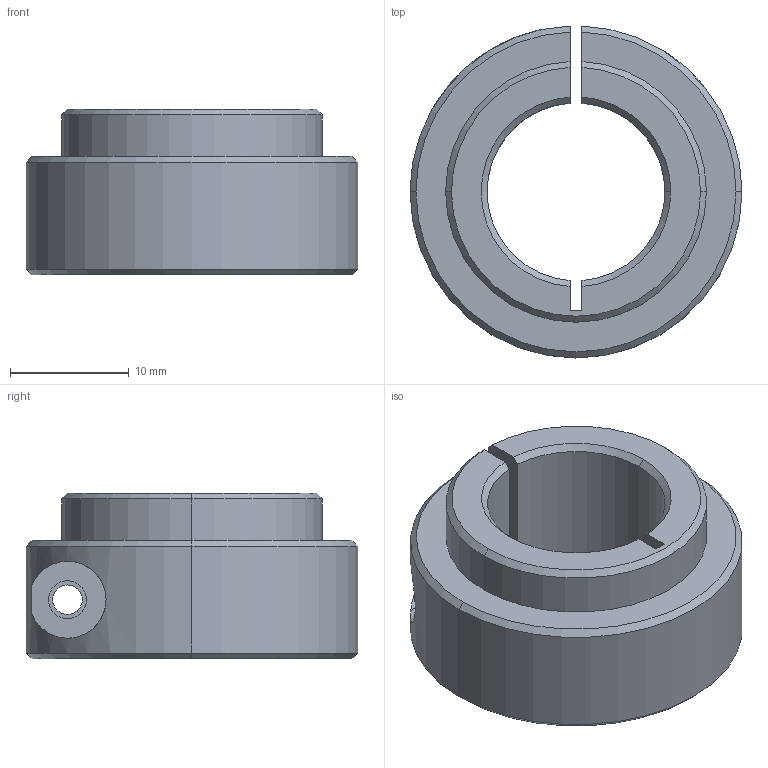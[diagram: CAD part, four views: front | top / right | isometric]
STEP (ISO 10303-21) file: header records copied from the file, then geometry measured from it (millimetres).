
FILE_DESCRIPTION (( 'STEP AP203' ), '1' );
FILE_NAME ('開縫型固定環 SCRS-A6-D28-d15-T14-M3.STEP', '2021-02-25T03:44:42', ( '' ), ( '' ), 'SwSTEP 2.0', 'SolidWorks 2019', '' );
FILE_SCHEMA (( 'CONFIG_CONTROL_DESIGN' ));
Length unit declared in the file: millimetre
Products named in the file (1): 開縫型固定環 SCRS-A6-D28-d15-T14-M3
Bounding box: 28 x 27.99 x 14 mm (x, y, z)
Volume: 4803.1 mm3; surface area: 2926 mm2
Topology: 1 solids, 1 shells, 40 faces, 104 edges, 67 vertices
Faces by surface type: cylinder 16, cone 15, plane 9
Entity records: 1435 total; most frequent: CARTESIAN_POINT 365, DIRECTION 210, ORIENTED_EDGE 208, EDGE_CURVE 104, AXIS2_PLACEMENT_3D 84, VERTEX_POINT 67, EDGE_LOOP 45, CIRCLE 43
